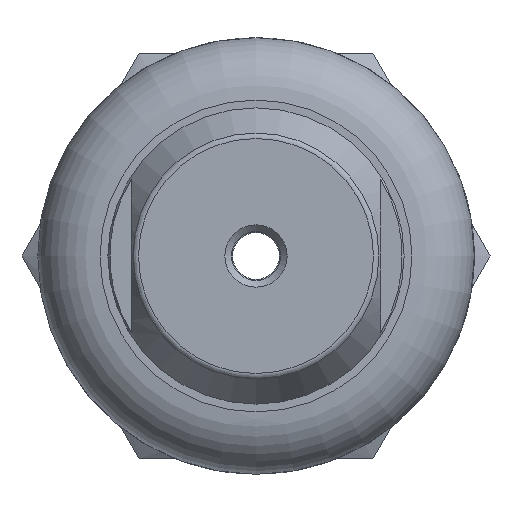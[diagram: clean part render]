
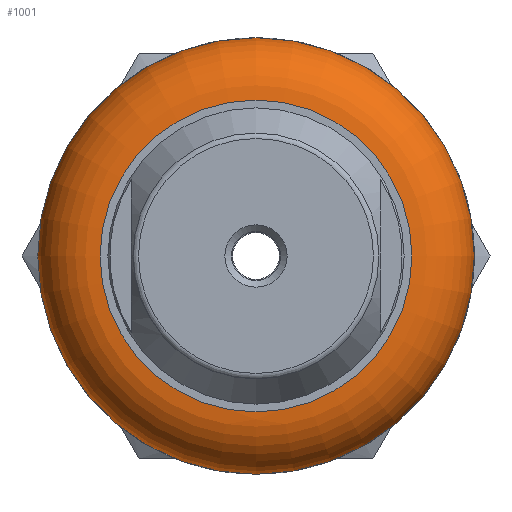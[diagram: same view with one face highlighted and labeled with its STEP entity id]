
A CAD part, front view. The second image highlights one B-rep face of the part: STEP entity #1001.
In plain terms, the highlighted toroidal (fillet/blend) face has major radius 5 mm and minor radius 2 mm.
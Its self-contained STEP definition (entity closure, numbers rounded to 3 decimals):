
#54=TOROIDAL_SURFACE('',#1186,5.,2.);
#334=ORIENTED_EDGE('',*,*,#465,.T.);
#335=ORIENTED_EDGE('',*,*,#467,.F.);
#465=EDGE_CURVE('',#561,#561,#637,.T.);
#467=EDGE_CURVE('',#563,#563,#639,.T.);
#561=VERTEX_POINT('',#1809);
#563=VERTEX_POINT('',#1815);
#637=CIRCLE('',#1181,5.);
#639=CIRCLE('',#1185,5.);
#762=EDGE_LOOP('',(#334));
#763=EDGE_LOOP('',(#335));
#900=FACE_BOUND('',#762,.T.);
#901=FACE_BOUND('',#763,.T.);
#1001=ADVANCED_FACE('',(#900,#901),#54,.T.);
#1181=AXIS2_PLACEMENT_3D('',#1808,#1457,#1458);
#1185=AXIS2_PLACEMENT_3D('',#1814,#1465,#1466);
#1186=AXIS2_PLACEMENT_3D('',#1816,#1467,#1468);
#1457=DIRECTION('',(0.,-1.,0.));
#1458=DIRECTION('',(0.,0.,-1.));
#1465=DIRECTION('',(0.,-1.,0.));
#1466=DIRECTION('',(0.,0.,-1.));
#1467=DIRECTION('',(0.,-1.,0.));
#1468=DIRECTION('',(0.,0.,-1.));
#1808=CARTESIAN_POINT('',(0.,2.,0.));
#1809=CARTESIAN_POINT('',(0.,2.,-5.));
#1814=CARTESIAN_POINT('',(0.,-2.,0.));
#1815=CARTESIAN_POINT('',(0.,-2.,-5.));
#1816=CARTESIAN_POINT('',(0.,0.,0.));
